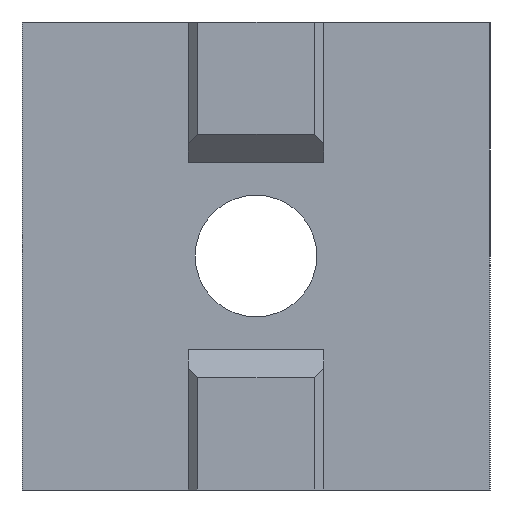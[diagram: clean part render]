
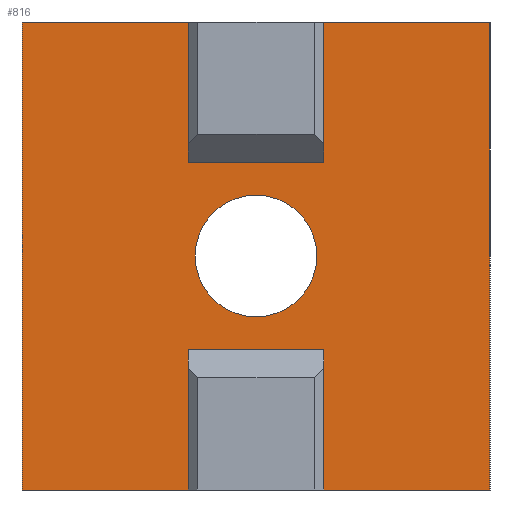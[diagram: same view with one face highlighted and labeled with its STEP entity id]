
A CAD part, left-side view. The second image highlights one B-rep face of the part: STEP entity #816.
In plain terms, the highlighted planar face has unit normal (-1, 0, 0).
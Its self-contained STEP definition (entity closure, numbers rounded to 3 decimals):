
#21=FACE_BOUND('',#104,.T.);
#34=CIRCLE('',#874,2.6);
#60=FACE_OUTER_BOUND('',#103,.T.);
#103=EDGE_LOOP('',(#586,#587,#588,#589,#590,#591,#592,#593,#594,#595,#596,
#597));
#104=EDGE_LOOP('',(#598));
#156=LINE('',#1158,#256);
#161=LINE('',#1168,#261);
#171=LINE('',#1189,#271);
#176=LINE('',#1199,#276);
#179=LINE('',#1204,#279);
#180=LINE('',#1207,#280);
#181=LINE('',#1209,#281);
#182=LINE('',#1210,#282);
#183=LINE('',#1212,#283);
#184=LINE('',#1214,#284);
#185=LINE('',#1216,#285);
#186=LINE('',#1217,#286);
#256=VECTOR('',#936,10.);
#261=VECTOR('',#945,10.);
#271=VECTOR('',#961,10.);
#276=VECTOR('',#970,10.);
#279=VECTOR('',#975,10.);
#280=VECTOR('',#978,10.);
#281=VECTOR('',#979,10.);
#282=VECTOR('',#980,10.);
#283=VECTOR('',#981,10.);
#284=VECTOR('',#982,10.);
#285=VECTOR('',#983,10.);
#286=VECTOR('',#984,10.);
#354=VERTEX_POINT('',#1155);
#355=VERTEX_POINT('',#1157);
#358=VERTEX_POINT('',#1167);
#365=VERTEX_POINT('',#1186);
#366=VERTEX_POINT('',#1188);
#369=VERTEX_POINT('',#1198);
#370=VERTEX_POINT('',#1202);
#371=VERTEX_POINT('',#1206);
#372=VERTEX_POINT('',#1208);
#373=VERTEX_POINT('',#1211);
#374=VERTEX_POINT('',#1213);
#375=VERTEX_POINT('',#1215);
#376=VERTEX_POINT('',#1218);
#431=EDGE_CURVE('',#355,#354,#156,.T.);
#436=EDGE_CURVE('',#358,#355,#161,.T.);
#446=EDGE_CURVE('',#366,#365,#171,.T.);
#451=EDGE_CURVE('',#369,#366,#176,.T.);
#454=EDGE_CURVE('',#354,#370,#179,.T.);
#455=EDGE_CURVE('',#370,#371,#180,.T.);
#456=EDGE_CURVE('',#371,#372,#181,.T.);
#457=EDGE_CURVE('',#372,#369,#182,.T.);
#458=EDGE_CURVE('',#365,#373,#183,.T.);
#459=EDGE_CURVE('',#373,#374,#184,.T.);
#460=EDGE_CURVE('',#374,#375,#185,.T.);
#461=EDGE_CURVE('',#375,#358,#186,.T.);
#462=EDGE_CURVE('',#376,#376,#34,.T.);
#586=ORIENTED_EDGE('',*,*,#436,.T.);
#587=ORIENTED_EDGE('',*,*,#431,.T.);
#588=ORIENTED_EDGE('',*,*,#454,.T.);
#589=ORIENTED_EDGE('',*,*,#455,.T.);
#590=ORIENTED_EDGE('',*,*,#456,.T.);
#591=ORIENTED_EDGE('',*,*,#457,.T.);
#592=ORIENTED_EDGE('',*,*,#451,.T.);
#593=ORIENTED_EDGE('',*,*,#446,.T.);
#594=ORIENTED_EDGE('',*,*,#458,.T.);
#595=ORIENTED_EDGE('',*,*,#459,.T.);
#596=ORIENTED_EDGE('',*,*,#460,.T.);
#597=ORIENTED_EDGE('',*,*,#461,.T.);
#598=ORIENTED_EDGE('',*,*,#462,.F.);
#779=PLANE('',#873);
#816=ADVANCED_FACE('',(#60,#21),#779,.F.);
#873=AXIS2_PLACEMENT_3D('',#1205,#976,#977);
#874=AXIS2_PLACEMENT_3D('',#1219,#985,#986);
#936=DIRECTION('',(0.,1.,0.));
#945=DIRECTION('',(0.,0.,-1.));
#961=DIRECTION('',(0.,-1.,0.));
#970=DIRECTION('',(0.,0.,1.));
#975=DIRECTION('',(0.,0.,1.));
#976=DIRECTION('center_axis',(1.,0.,0.));
#977=DIRECTION('ref_axis',(0.,-1.,0.));
#978=DIRECTION('',(0.,1.,0.));
#979=DIRECTION('',(0.,0.,-1.));
#980=DIRECTION('',(0.,-1.,0.));
#981=DIRECTION('',(0.,0.,-1.));
#982=DIRECTION('',(0.,-1.,0.));
#983=DIRECTION('',(0.,0.,1.));
#984=DIRECTION('',(0.,1.,0.));
#985=DIRECTION('center_axis',(-1.,0.,0.));
#986=DIRECTION('ref_axis',(0.,-1.,0.));
#1155=CARTESIAN_POINT('',(0.,12.9,14.));
#1157=CARTESIAN_POINT('',(0.,7.1,14.));
#1158=CARTESIAN_POINT('',(0.,11.45,14.));
#1167=CARTESIAN_POINT('',(0.,7.1,20.));
#1168=CARTESIAN_POINT('',(0.,7.1,12.));
#1186=CARTESIAN_POINT('',(0.,7.1,6.));
#1188=CARTESIAN_POINT('',(0.,12.9,6.));
#1189=CARTESIAN_POINT('',(0.,8.55,6.));
#1198=CARTESIAN_POINT('',(0.,12.9,0.));
#1199=CARTESIAN_POINT('',(0.,12.9,8.));
#1202=CARTESIAN_POINT('',(0.,12.9,20.));
#1204=CARTESIAN_POINT('',(0.,12.9,15.));
#1205=CARTESIAN_POINT('Origin',(0.,10.,10.));
#1206=CARTESIAN_POINT('',(0.,20.,20.));
#1207=CARTESIAN_POINT('',(0.,0.,20.));
#1208=CARTESIAN_POINT('',(0.,20.,0.));
#1209=CARTESIAN_POINT('',(0.,20.,20.));
#1210=CARTESIAN_POINT('',(0.,20.,0.));
#1211=CARTESIAN_POINT('',(0.,7.1,0.));
#1212=CARTESIAN_POINT('',(0.,7.1,5.));
#1213=CARTESIAN_POINT('',(0.,0.,0.));
#1214=CARTESIAN_POINT('',(0.,20.,0.));
#1215=CARTESIAN_POINT('',(0.,0.,20.));
#1216=CARTESIAN_POINT('',(0.,0.,0.));
#1217=CARTESIAN_POINT('',(0.,0.,20.));
#1218=CARTESIAN_POINT('',(0.,12.6,10.));
#1219=CARTESIAN_POINT('Origin',(0.,10.,10.));
